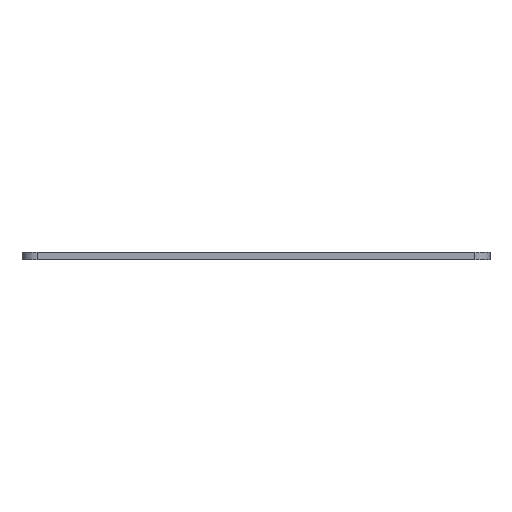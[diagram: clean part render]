
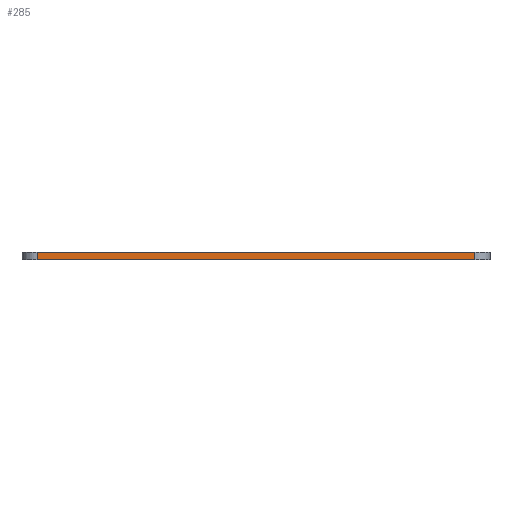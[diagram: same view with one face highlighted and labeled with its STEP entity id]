
A CAD part, left-side view. The second image highlights one B-rep face of the part: STEP entity #285.
In plain terms, the highlighted planar face has unit normal (-1, 0, 0).
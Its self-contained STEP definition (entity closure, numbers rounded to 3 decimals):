
#55 = EDGE_CURVE('',#56,#58,#60,.T.);
#56 = VERTEX_POINT('',#57);
#57 = CARTESIAN_POINT('',(0.013,-3.,0.));
#58 = VERTEX_POINT('',#59);
#59 = CARTESIAN_POINT('',(0.013,-3.,    1.586));
#60 = LINE('',#61,#62);
#61 = CARTESIAN_POINT('',(0.013,-3.,0.));
#62 = VECTOR('',#63,1.);
#63 = DIRECTION('',(0.,0.,1.));
#258 = VERTEX_POINT('',#259);
#259 = CARTESIAN_POINT('',(0.013,-90.,    1.586));
#266 = EDGE_CURVE('',#267,#258,#269,.T.);
#267 = VERTEX_POINT('',#268);
#268 = CARTESIAN_POINT('',(0.013,-90.,0.));
#269 = LINE('',#270,#271);
#270 = CARTESIAN_POINT('',(0.013,-90.,0.));
#271 = VECTOR('',#272,1.);
#272 = DIRECTION('',(0.,0.,1.));
#285 = ADVANCED_FACE('',(#286),#302,.T.);
#286 = FACE_BOUND('',#287,.T.);
#287 = EDGE_LOOP('',(#288,#289,#295,#296));
#288 = ORIENTED_EDGE('',*,*,#266,.T.);
#289 = ORIENTED_EDGE('',*,*,#290,.T.);
#290 = EDGE_CURVE('',#258,#58,#291,.T.);
#291 = LINE('',#292,#293);
#292 = CARTESIAN_POINT('',(0.013,-90.,    1.586));
#293 = VECTOR('',#294,1.);
#294 = DIRECTION('',(0.,1.,0.));
#295 = ORIENTED_EDGE('',*,*,#55,.F.);
#296 = ORIENTED_EDGE('',*,*,#297,.F.);
#297 = EDGE_CURVE('',#267,#56,#298,.T.);
#298 = LINE('',#299,#300);
#299 = CARTESIAN_POINT('',(0.013,-90.,0.));
#300 = VECTOR('',#301,1.);
#301 = DIRECTION('',(0.,1.,0.));
#302 = PLANE('',#303);
#303 = AXIS2_PLACEMENT_3D('',#304,#305,#306);
#304 = CARTESIAN_POINT('',(0.013,-90.,0.));
#305 = DIRECTION('',(-1.,0.,0.));
#306 = DIRECTION('',(0.,1.,0.));
